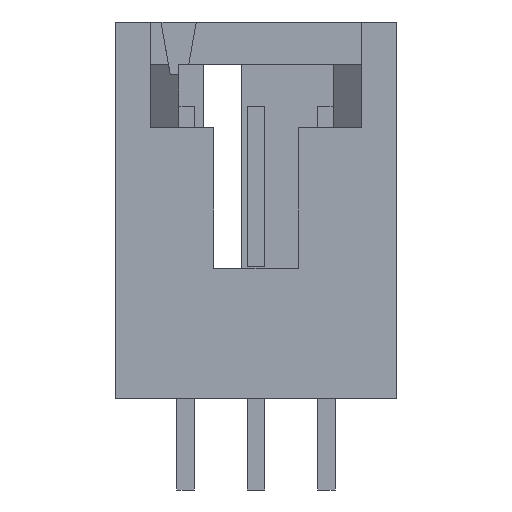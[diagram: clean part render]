
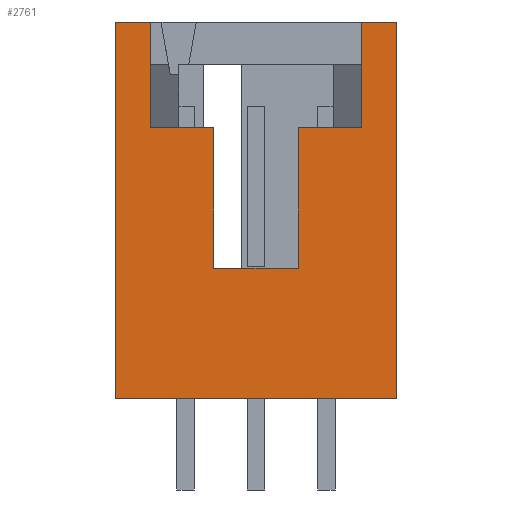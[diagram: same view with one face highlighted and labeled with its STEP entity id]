
A CAD part, front view. The second image highlights one B-rep face of the part: STEP entity #2761.
In plain terms, the highlighted planar face has unit normal (0, -1, 0).
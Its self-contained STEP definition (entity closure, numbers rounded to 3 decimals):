
#1463=CARTESIAN_POINT('',(5.08,-2.54,13.589));
#1464=VERTEX_POINT('',#1463);
#1471=CARTESIAN_POINT('',(5.08,-2.54,0.0));
#1472=VERTEX_POINT('',#1471);
#1473=CARTESIAN_POINT('',(5.08,-2.54,0.0));
#1474=DIRECTION('',(0.0,0.0,1.0));
#1475=VECTOR('',#1474,13.589);
#1476=LINE('',#1473,#1475);
#1477=EDGE_CURVE('',#1472,#1464,#1476,.T.);
#1875=CARTESIAN_POINT('',(-5.08,-2.54,13.589));
#1876=VERTEX_POINT('',#1875);
#1883=CARTESIAN_POINT('',(-3.81,-2.54,13.589));
#1884=VERTEX_POINT('',#1883);
#1885=CARTESIAN_POINT('',(-3.81,-2.54,13.589));
#1886=DIRECTION('',(-1.0,0.0,0.0));
#1887=VECTOR('',#1886,1.27);
#1888=LINE('',#1885,#1887);
#1889=EDGE_CURVE('',#1884,#1876,#1888,.T.);
#1939=CARTESIAN_POINT('',(3.81,-2.54,13.589));
#1940=VERTEX_POINT('',#1939);
#1947=CARTESIAN_POINT('',(5.08,-2.54,13.589));
#1948=DIRECTION('',(-1.0,0.0,0.0));
#1949=VECTOR('',#1948,1.27);
#1950=LINE('',#1947,#1949);
#1951=EDGE_CURVE('',#1464,#1940,#1950,.T.);
#2254=CARTESIAN_POINT('',(-1.524,-2.54,4.699));
#2255=VERTEX_POINT('',#2254);
#2262=CARTESIAN_POINT('',(1.524,-2.54,4.699));
#2263=VERTEX_POINT('',#2262);
#2264=CARTESIAN_POINT('',(1.524,-2.54,4.699));
#2265=DIRECTION('',(-1.0,0.0,0.0));
#2266=VECTOR('',#2265,3.048);
#2267=LINE('',#2264,#2266);
#2268=EDGE_CURVE('',#2263,#2255,#2267,.T.);
#2662=CARTESIAN_POINT('',(-5.08,-2.54,0.0));
#2663=VERTEX_POINT('',#2662);
#2670=CARTESIAN_POINT('',(-5.08,-2.54,0.0));
#2671=DIRECTION('',(0.0,0.0,1.0));
#2672=VECTOR('',#2671,13.589);
#2673=LINE('',#2670,#2672);
#2674=EDGE_CURVE('',#2663,#1876,#2673,.T.);
#2683=CARTESIAN_POINT('',(5.588,-2.54,-0.679));
#2684=DIRECTION('',(0.0,-1.0,0.0));
#2685=DIRECTION('',(0.0,0.0,1.0));
#2686=AXIS2_PLACEMENT_3D('',#2683,#2684,#2685);
#2687=PLANE('',#2686);
#2688=CARTESIAN_POINT('',(1.524,-2.54,9.779));
#2689=VERTEX_POINT('',#2688);
#2690=CARTESIAN_POINT('',(1.524,-2.54,9.779));
#2691=DIRECTION('',(0.0,0.0,-1.0));
#2692=VECTOR('',#2691,5.08);
#2693=LINE('',#2690,#2692);
#2694=EDGE_CURVE('',#2689,#2263,#2693,.T.);
#2695=ORIENTED_EDGE('',*,*,#2694,.T.);
#2696=ORIENTED_EDGE('',*,*,#2268,.T.);
#2697=CARTESIAN_POINT('',(-1.524,-2.54,9.779));
#2698=VERTEX_POINT('',#2697);
#2699=CARTESIAN_POINT('',(-1.524,-2.54,9.779));
#2700=DIRECTION('',(0.0,0.0,-1.0));
#2701=VECTOR('',#2700,5.08);
#2702=LINE('',#2699,#2701);
#2703=EDGE_CURVE('',#2698,#2255,#2702,.T.);
#2704=ORIENTED_EDGE('',*,*,#2703,.F.);
#2705=CARTESIAN_POINT('',(-2.794,-2.54,9.779));
#2706=VERTEX_POINT('',#2705);
#2707=CARTESIAN_POINT('',(-1.524,-2.54,9.779));
#2708=DIRECTION('',(-1.0,0.0,0.0));
#2709=VECTOR('',#2708,1.27);
#2710=LINE('',#2707,#2709);
#2711=EDGE_CURVE('',#2698,#2706,#2710,.T.);
#2712=ORIENTED_EDGE('',*,*,#2711,.T.);
#2713=CARTESIAN_POINT('',(-3.81,-2.54,9.779));
#2714=VERTEX_POINT('',#2713);
#2715=CARTESIAN_POINT('',(-2.794,-2.54,9.779));
#2716=DIRECTION('',(-1.0,0.0,0.0));
#2717=VECTOR('',#2716,1.016);
#2718=LINE('',#2715,#2717);
#2719=EDGE_CURVE('',#2706,#2714,#2718,.T.);
#2720=ORIENTED_EDGE('',*,*,#2719,.T.);
#2721=CARTESIAN_POINT('',(-3.81,-2.54,13.589));
#2722=DIRECTION('',(0.0,0.0,-1.0));
#2723=VECTOR('',#2722,3.81);
#2724=LINE('',#2721,#2723);
#2725=EDGE_CURVE('',#1884,#2714,#2724,.T.);
#2726=ORIENTED_EDGE('',*,*,#2725,.F.);
#2727=ORIENTED_EDGE('',*,*,#1889,.T.);
#2728=ORIENTED_EDGE('',*,*,#2674,.F.);
#2729=CARTESIAN_POINT('',(5.08,-2.54,0.0));
#2730=DIRECTION('',(-1.0,0.0,0.0));
#2731=VECTOR('',#2730,10.16);
#2732=LINE('',#2729,#2731);
#2733=EDGE_CURVE('',#1472,#2663,#2732,.T.);
#2734=ORIENTED_EDGE('',*,*,#2733,.F.);
#2735=ORIENTED_EDGE('',*,*,#1477,.T.);
#2736=ORIENTED_EDGE('',*,*,#1951,.T.);
#2737=CARTESIAN_POINT('',(3.81,-2.54,9.779));
#2738=VERTEX_POINT('',#2737);
#2739=CARTESIAN_POINT('',(3.81,-2.54,13.589));
#2740=DIRECTION('',(0.0,0.0,-1.0));
#2741=VECTOR('',#2740,3.81);
#2742=LINE('',#2739,#2741);
#2743=EDGE_CURVE('',#1940,#2738,#2742,.T.);
#2744=ORIENTED_EDGE('',*,*,#2743,.T.);
#2745=CARTESIAN_POINT('',(2.794,-2.54,9.779));
#2746=VERTEX_POINT('',#2745);
#2747=CARTESIAN_POINT('',(3.81,-2.54,9.779));
#2748=DIRECTION('',(-1.0,0.0,0.0));
#2749=VECTOR('',#2748,1.016);
#2750=LINE('',#2747,#2749);
#2751=EDGE_CURVE('',#2738,#2746,#2750,.T.);
#2752=ORIENTED_EDGE('',*,*,#2751,.T.);
#2753=CARTESIAN_POINT('',(2.794,-2.54,9.779));
#2754=DIRECTION('',(-1.0,0.0,0.0));
#2755=VECTOR('',#2754,1.27);
#2756=LINE('',#2753,#2755);
#2757=EDGE_CURVE('',#2746,#2689,#2756,.T.);
#2758=ORIENTED_EDGE('',*,*,#2757,.T.);
#2759=EDGE_LOOP('',(#2695,#2696,#2704,#2712,#2720,#2726,#2727,#2728,#2734,#2735,#2736,#2744,#2752,#2758));
#2760=FACE_OUTER_BOUND('',#2759,.T.);
#2761=ADVANCED_FACE('',(#2760),#2687,.T.);
